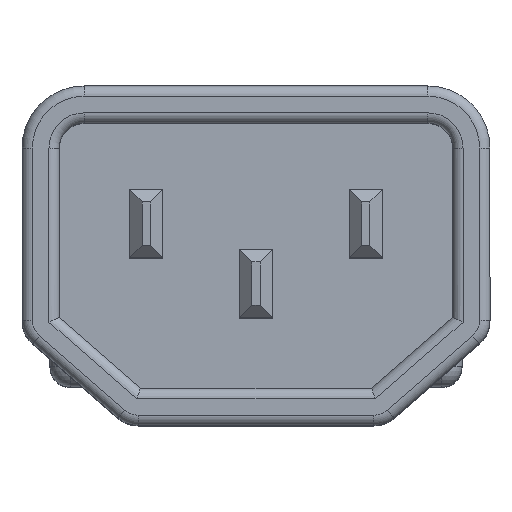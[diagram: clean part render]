
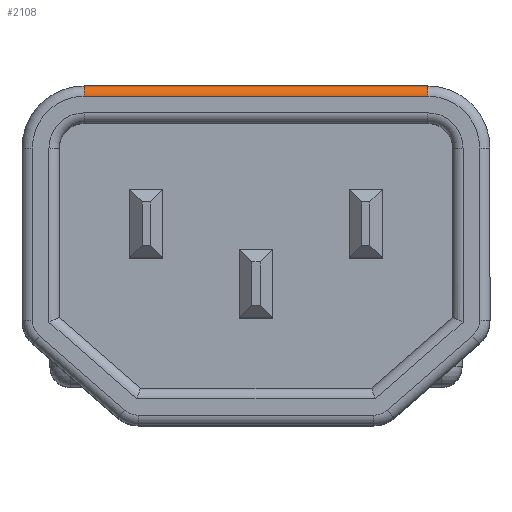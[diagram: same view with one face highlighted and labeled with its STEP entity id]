
A CAD part, top view. The second image highlights one B-rep face of the part: STEP entity #2108.
In plain terms, the highlighted cylindrical face has radius 0.635 mm (diameter 1.27 mm), a partial arc.
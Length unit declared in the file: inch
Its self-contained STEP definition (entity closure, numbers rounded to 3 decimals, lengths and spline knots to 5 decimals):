
#1654 = VERTEX_POINT ( 'NONE', #5792 ) ;
#1656 = EDGE_CURVE ( 'NONE', #1654, #1657, #5791, .T. ) ;
#1657 = VERTEX_POINT ( 'NONE', #5808 ) ;
#2072 = EDGE_LOOP ( 'NONE', ( #2073, #2074, #2075, #2077 ) ) ;
#2073 = ORIENTED_EDGE ( 'NONE', *, *, #2121, .T. ) ;
#2074 = ORIENTED_EDGE ( 'NONE', *, *, #1656, .F. ) ;
#2075 = ORIENTED_EDGE ( 'NONE', *, *, #2076, .F. ) ;
#2076 = EDGE_CURVE ( 'NONE', #2666, #1654, #7938, .T. ) ;
#2077 = ORIENTED_EDGE ( 'NONE', *, *, #2665, .F. ) ;
#2108 = ADVANCED_FACE ( 'NONE', ( #8115 ), #8019, .T. ) ;
#2121 = EDGE_CURVE ( 'NONE', #2894, #1657, #8012, .T. ) ;
#2665 = EDGE_CURVE ( 'NONE', #2894, #2666, #10315, .T. ) ;
#2666 = VERTEX_POINT ( 'NONE', #10204 ) ;
#2894 = VERTEX_POINT ( 'NONE', #10246 ) ;
#5788 = DIRECTION ( 'NONE',  ( -1., 0., 0. ) ) ;
#5789 = VECTOR ( 'NONE', #5788, 39.37008 ) ;
#5790 = CARTESIAN_POINT ( 'NONE',  ( -0.415, 0.385, 0. ) ) ;
#5791 = LINE ( 'NONE', #5790, #5789 ) ;
#5792 = CARTESIAN_POINT ( 'NONE',  ( 0.415, 0.385, 0. ) ) ;
#5808 = CARTESIAN_POINT ( 'NONE',  ( -0.415, 0.385, 0. ) ) ;
#7934 = DIRECTION ( 'NONE',  ( 0., 0., -1. ) ) ;
#7935 = DIRECTION ( 'NONE',  ( 1., 0., 0. ) ) ;
#7936 = CARTESIAN_POINT ( 'NONE',  ( 0.415, 0.385, -0.025 ) ) ;
#7937 = AXIS2_PLACEMENT_3D ( 'NONE', #7936, #7935, #7934 ) ;
#7938 = CIRCLE ( 'NONE', #7937, 0.025 ) ;
#8012 = CIRCLE ( 'NONE', #8031, 0.025 ) ;
#8017 = CARTESIAN_POINT ( 'NONE',  ( 0.565, 0.385, -0.025 ) ) ;
#8019 = CYLINDRICAL_SURFACE ( 'NONE', #8027, 0.025 ) ;
#8025 = DIRECTION ( 'NONE',  ( 0., 0., -1. ) ) ;
#8026 = DIRECTION ( 'NONE',  ( 1., 0., 0. ) ) ;
#8027 = AXIS2_PLACEMENT_3D ( 'NONE', #8017, #8026, #8025 ) ;
#8028 = DIRECTION ( 'NONE',  ( 0., 0., -1. ) ) ;
#8029 = DIRECTION ( 'NONE',  ( 1., 0., 0. ) ) ;
#8030 = CARTESIAN_POINT ( 'NONE',  ( -0.415, 0.385, -0.025 ) ) ;
#8031 = AXIS2_PLACEMENT_3D ( 'NONE', #8030, #8029, #8028 ) ;
#8115 = FACE_OUTER_BOUND ( 'NONE', #2072, .T. ) ;
#10204 = CARTESIAN_POINT ( 'NONE',  ( 0.415, 0.41, -0.025 ) ) ;
#10205 = DIRECTION ( 'NONE',  ( 1., 0., 0. ) ) ;
#10206 = VECTOR ( 'NONE', #10205, 39.37008 ) ;
#10207 = CARTESIAN_POINT ( 'NONE',  ( 0.415, 0.41, -0.025 ) ) ;
#10246 = CARTESIAN_POINT ( 'NONE',  ( -0.415, 0.41, -0.025 ) ) ;
#10315 = LINE ( 'NONE', #10207, #10206 ) ;
